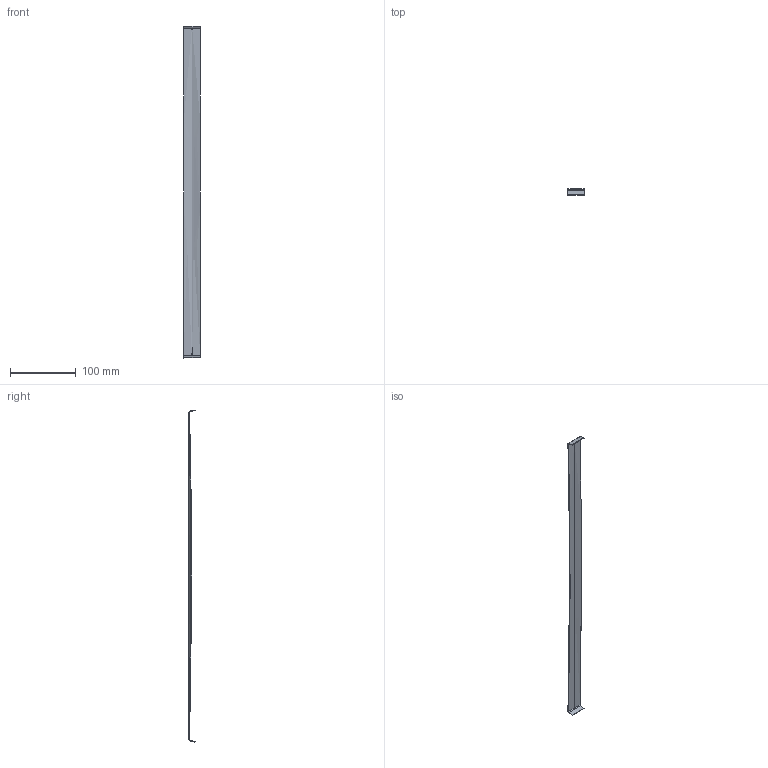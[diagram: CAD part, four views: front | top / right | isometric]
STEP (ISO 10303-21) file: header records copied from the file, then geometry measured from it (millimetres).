
FILE_DESCRIPTION(/* description */ (''),/* implementation_level */ '2;1');
FILE_NAME(/* name */ 'DKplus-500.ipt.stp',/* time_stamp */ '2023-05-26T09:31:00+03:00',/* author */ ('Ртищев А.О.'),/* organization */ (''),/* preprocessor_version */ 'ST-DEVELOPER v19.2',/* originating_system */ 'Autodesk Inventor 2023',/* authorisation */ '');
FILE_SCHEMA (('AUTOMOTIVE_DESIGN { 1 0 10303 214 3 1 1 }'));
Length unit declared in the file: millimetre
Products named in the file (1): DKplus-06
Bounding box: 25.03 x 9.79 x 504.01 mm (x, y, z)
Volume: 15595.1 mm3; surface area: 27350.1 mm2
Topology: 1 solids, 1 shells, 30 faces, 68 edges, 40 vertices
Faces by surface type: bspline 20, plane 10
Entity records: 1034 total; most frequent: CARTESIAN_POINT 359, ORIENTED_EDGE 136, DIRECTION 98, EDGE_CURVE 68, LINE 44, VECTOR 44, VERTEX_POINT 40, STYLED_ITEM 31
